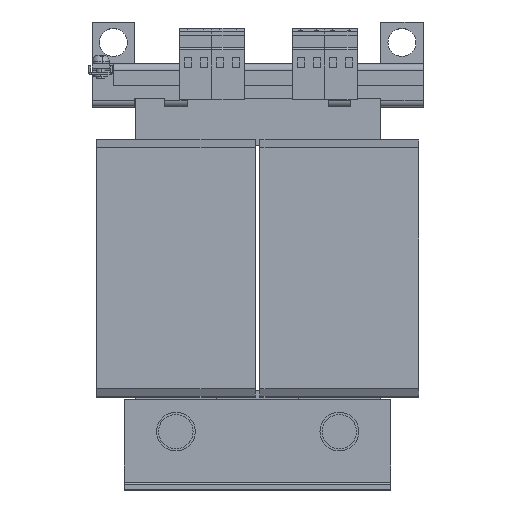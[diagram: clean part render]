
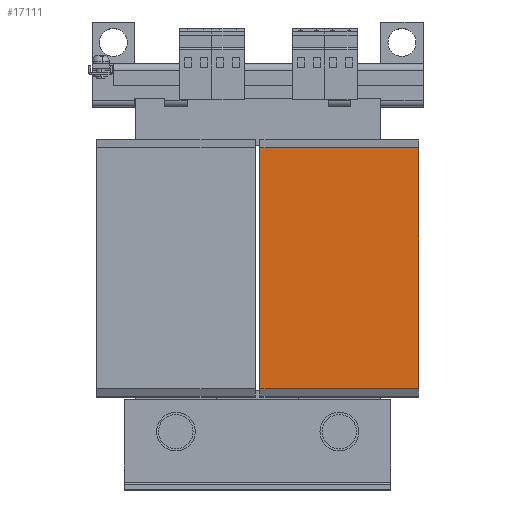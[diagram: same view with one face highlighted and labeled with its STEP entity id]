
A CAD part, top view. The second image highlights one B-rep face of the part: STEP entity #17111.
In plain terms, the highlighted planar face has unit normal (0, 0, 1).
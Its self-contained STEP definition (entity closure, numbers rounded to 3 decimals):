
#104 = EDGE_LOOP ( 'NONE', ( #8515, #6770, #16068, #12380 ) ) ;
#702 = CARTESIAN_POINT ( 'NONE',  ( 1.1, 56., 40.1 ) ) ;
#740 = VERTEX_POINT ( 'NONE', #702 ) ;
#2560 = VERTEX_POINT ( 'NONE', #7858 ) ;
#2740 = CARTESIAN_POINT ( 'NONE',  ( 74.9, 56., 40.1 ) ) ;
#3094 = DIRECTION ( 'NONE',  ( -1., 0., 0. ) ) ;
#3410 = AXIS2_PLACEMENT_3D ( 'NONE', #7410, #3556, #15567 ) ;
#3556 = DIRECTION ( 'NONE',  ( 0., 0., -1. ) ) ;
#4635 = VECTOR ( 'NONE', #3094, 1000. ) ;
#5402 = DIRECTION ( 'NONE',  ( 0., -1., 0. ) ) ;
#5654 = LINE ( 'NONE', #16529, #14359 ) ;
#5917 = LINE ( 'NONE', #7627, #14214 ) ;
#6142 = PLANE ( 'NONE',  #3410 ) ;
#6244 = LINE ( 'NONE', #2740, #12876 ) ;
#6624 = CARTESIAN_POINT ( 'NONE',  ( 74.9, 56., 40.1 ) ) ;
#6770 = ORIENTED_EDGE ( 'NONE', *, *, #7758, .F. ) ;
#7410 = CARTESIAN_POINT ( 'NONE',  ( 74.9, 56., 40.1 ) ) ;
#7627 = CARTESIAN_POINT ( 'NONE',  ( 74.9, -56., 40.1 ) ) ;
#7758 = EDGE_CURVE ( 'NONE', #14478, #11658, #5917, .T. ) ;
#7858 = CARTESIAN_POINT ( 'NONE',  ( 74.9, 56., 40.1 ) ) ;
#8515 = ORIENTED_EDGE ( 'NONE', *, *, #11540, .T. ) ;
#8787 = DIRECTION ( 'NONE',  ( -1., 0., 0. ) ) ;
#11310 = EDGE_CURVE ( 'NONE', #2560, #740, #13117, .T. ) ;
#11528 = CARTESIAN_POINT ( 'NONE',  ( 1.1, -56., 40.1 ) ) ;
#11540 = EDGE_CURVE ( 'NONE', #740, #11658, #5654, .T. ) ;
#11658 = VERTEX_POINT ( 'NONE', #11528 ) ;
#11847 = EDGE_CURVE ( 'NONE', #2560, #14478, #6244, .T. ) ;
#12279 = CARTESIAN_POINT ( 'NONE',  ( 74.9, -56., 40.1 ) ) ;
#12380 = ORIENTED_EDGE ( 'NONE', *, *, #11310, .T. ) ;
#12876 = VECTOR ( 'NONE', #5402, 1000. ) ;
#13117 = LINE ( 'NONE', #6624, #4635 ) ;
#14214 = VECTOR ( 'NONE', #8787, 1000. ) ;
#14359 = VECTOR ( 'NONE', #15128, 1000. ) ;
#14478 = VERTEX_POINT ( 'NONE', #12279 ) ;
#15128 = DIRECTION ( 'NONE',  ( 0., -1., 0. ) ) ;
#15567 = DIRECTION ( 'NONE',  ( -1., 0., 0. ) ) ;
#16068 = ORIENTED_EDGE ( 'NONE', *, *, #11847, .F. ) ;
#16529 = CARTESIAN_POINT ( 'NONE',  ( 1.1, 56., 40.1 ) ) ;
#16804 = FACE_OUTER_BOUND ( 'NONE', #104, .T. ) ;
#17111 = ADVANCED_FACE ( 'NONE', ( #16804 ), #6142, .F. ) ;
